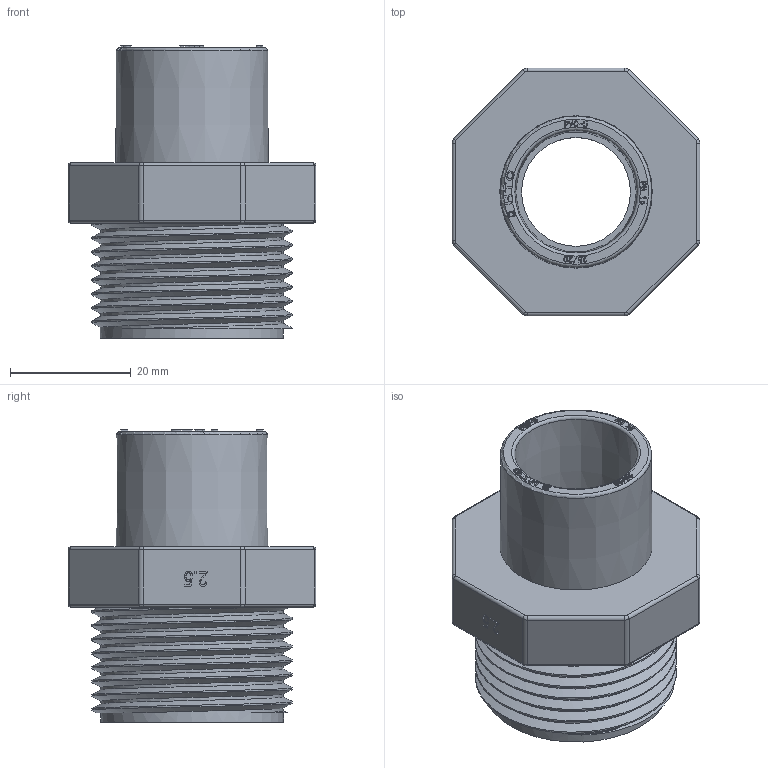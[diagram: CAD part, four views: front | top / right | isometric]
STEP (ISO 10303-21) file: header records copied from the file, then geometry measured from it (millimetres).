
FILE_DESCRIPTION(/* description */ (''),/* implementation_level */ '2;1');
FILE_NAME(/* name */ '20-25X1内外插外螺纹变接头.stp',/* time_stamp */ '2024-03-25T15:31:53+08:00',/* author */ (''),/* organization */ (''),/* preprocessor_version */ 'ST-DEVELOPER v16',/* originating_system */ 'SIEMENS PLM Software NX 10.0',/* authorisation */ '');
FILE_SCHEMA (('AUTOMOTIVE_DESIGN { 1 0 10303 214 3 1 1 1 }'));
Length unit declared in the file: millimetre
Products named in the file (1): gelv1410B640vnbx
Bounding box: 41 x 41 x 48.3 mm (x, y, z)
Volume: 20952.7 mm3; surface area: 11646.7 mm2
Topology: 1 solids, 1 shells, 794 faces, 2250 edges, 1491 vertices
Faces by surface type: plane 718, cylinder 42, bspline 18, extrusion 9, torus 4, cone 3
Full cylindrical faces by diameter (mm): 0.673 x1, 0.898 x1, 18 x1, 23 x1, 30.291 x8
Entity records: 30049 total; most frequent: CARTESIAN_POINT 12204, ORIENTED_EDGE 4406, DIRECTION 2505, EDGE_CURVE 2203, VERTEX_POINT 1464, B_SPLINE_CURVE_WITH_KNOTS 1339, AXIS2_PLACEMENT_3D 863, EDGE_LOOP 833
